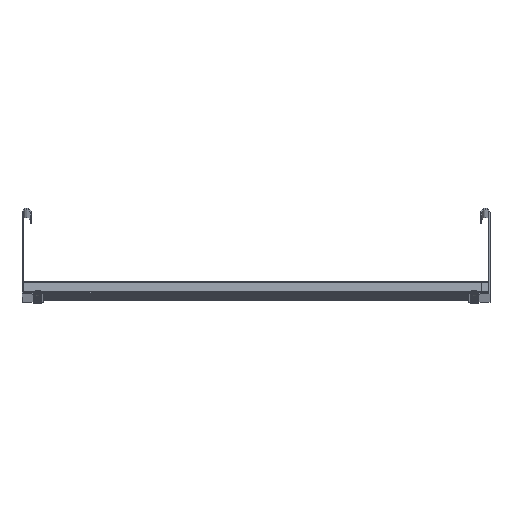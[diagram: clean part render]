
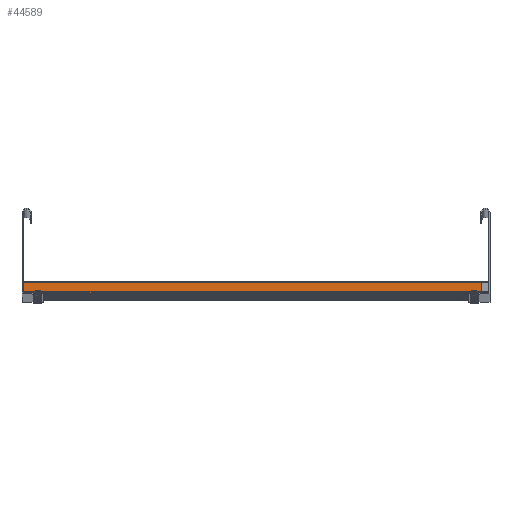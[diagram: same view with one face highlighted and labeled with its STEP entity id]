
A CAD part, top view. The second image highlights one B-rep face of the part: STEP entity #44589.
In plain terms, the highlighted face is planar.
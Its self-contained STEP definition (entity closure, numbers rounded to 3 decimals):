
#92 = CARTESIAN_POINT ( 'NONE',  ( 15., 3., -297.5 ) ) ;
#436 = VERTEX_POINT ( 'NONE', #26490 ) ;
#4134 = FACE_OUTER_BOUND ( 'NONE', #28263, .T. ) ;
#4156 = ORIENTED_EDGE ( 'NONE', *, *, #20141, .T. ) ;
#5864 = CARTESIAN_POINT ( 'NONE',  ( 15., 3., 297.5 ) ) ;
#6045 = DIRECTION ( 'NONE',  ( 0., 1., 0. ) ) ;
#9699 = LINE ( 'NONE', #22624, #20330 ) ;
#9751 = CARTESIAN_POINT ( 'NONE',  ( 15., 15., -288.84 ) ) ;
#10096 = LINE ( 'NONE', #50766, #21157 ) ;
#11387 = VERTEX_POINT ( 'NONE', #13616 ) ;
#11836 = EDGE_CURVE ( 'NONE', #436, #19205, #13029, .T. ) ;
#13029 = LINE ( 'NONE', #9751, #28007 ) ;
#13616 = CARTESIAN_POINT ( 'NONE',  ( 15., 3., 297.5 ) ) ;
#15090 = DIRECTION ( 'NONE',  ( 0., -1., 0. ) ) ;
#15880 = LINE ( 'NONE', #51958, #38190 ) ;
#16600 = ORIENTED_EDGE ( 'NONE', *, *, #22332, .T. ) ;
#17115 = DIRECTION ( 'NONE',  ( 0., 0., -1. ) ) ;
#19205 = VERTEX_POINT ( 'NONE', #36257 ) ;
#20141 = EDGE_CURVE ( 'NONE', #42211, #19205, #25724, .T. ) ;
#20330 = VECTOR ( 'NONE', #39036, 1000. ) ;
#21157 = VECTOR ( 'NONE', #6045, 1000. ) ;
#21962 = EDGE_CURVE ( 'NONE', #30864, #436, #9699, .T. ) ;
#22332 = EDGE_CURVE ( 'NONE', #24981, #11387, #42769, .T. ) ;
#22624 = CARTESIAN_POINT ( 'NONE',  ( 15., 15., -297.5 ) ) ;
#23265 = ORIENTED_EDGE ( 'NONE', *, *, #21962, .F. ) ;
#24981 = VERTEX_POINT ( 'NONE', #28321 ) ;
#25724 = LINE ( 'NONE', #50737, #51105 ) ;
#25945 = DIRECTION ( 'NONE',  ( 0., -1., 0. ) ) ;
#26490 = CARTESIAN_POINT ( 'NONE',  ( 15., 15., -288.84 ) ) ;
#27728 = ORIENTED_EDGE ( 'NONE', *, *, #33740, .F. ) ;
#28007 = VECTOR ( 'NONE', #25945, 1000. ) ;
#28263 = EDGE_LOOP ( 'NONE', ( #16600, #39674, #4156, #33570, #23265, #27728 ) ) ;
#28321 = CARTESIAN_POINT ( 'NONE',  ( 15., 12., 297.5 ) ) ;
#30864 = VERTEX_POINT ( 'NONE', #44177 ) ;
#33226 = VECTOR ( 'NONE', #43296, 1000. ) ;
#33570 = ORIENTED_EDGE ( 'NONE', *, *, #11836, .F. ) ;
#33740 = EDGE_CURVE ( 'NONE', #24981, #30864, #10096, .T. ) ;
#33743 = PLANE ( 'NONE',  #37685 ) ;
#36257 = CARTESIAN_POINT ( 'NONE',  ( 15., 0., -288.84 ) ) ;
#37513 = DIRECTION ( 'NONE',  ( -1., 0., 0. ) ) ;
#37685 = AXIS2_PLACEMENT_3D ( 'NONE', #92, #37513, #50162 ) ;
#38190 = VECTOR ( 'NONE', #15090, 1000. ) ;
#38737 = CARTESIAN_POINT ( 'NONE',  ( 15., 0., 297.5 ) ) ;
#39036 = DIRECTION ( 'NONE',  ( 0., 0., -1. ) ) ;
#39674 = ORIENTED_EDGE ( 'NONE', *, *, #50095, .T. ) ;
#42211 = VERTEX_POINT ( 'NONE', #38737 ) ;
#42769 = LINE ( 'NONE', #5864, #33226 ) ;
#43296 = DIRECTION ( 'NONE',  ( 0., -1., 0. ) ) ;
#44177 = CARTESIAN_POINT ( 'NONE',  ( 15., 15., 297.5 ) ) ;
#44589 = ADVANCED_FACE ( 'NONE', ( #4134 ), #33743, .F. ) ;
#50095 = EDGE_CURVE ( 'NONE', #11387, #42211, #15880, .T. ) ;
#50162 = DIRECTION ( 'NONE',  ( 0., -1., 0. ) ) ;
#50737 = CARTESIAN_POINT ( 'NONE',  ( 15., 0., -297.5 ) ) ;
#50766 = CARTESIAN_POINT ( 'NONE',  ( 15., 3., 297.5 ) ) ;
#51105 = VECTOR ( 'NONE', #17115, 1000. ) ;
#51958 = CARTESIAN_POINT ( 'NONE',  ( 15., 0., 297.5 ) ) ;
